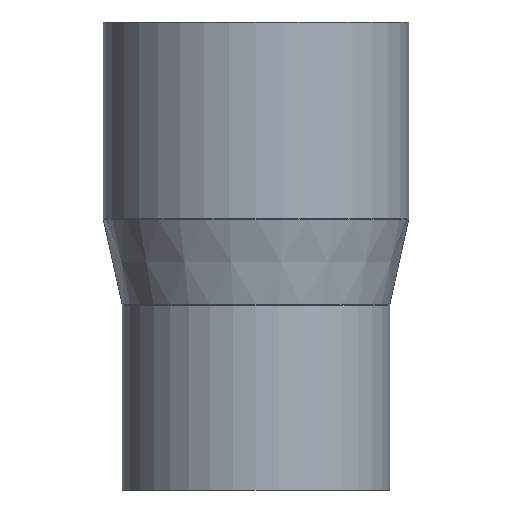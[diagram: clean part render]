
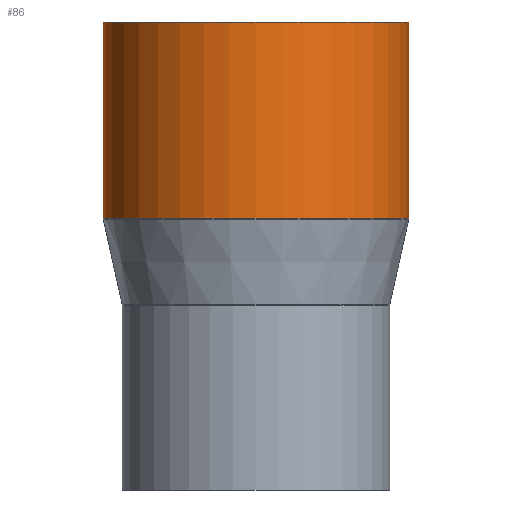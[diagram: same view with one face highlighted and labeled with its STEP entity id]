
A CAD part, front view. The second image highlights one B-rep face of the part: STEP entity #86.
In plain terms, the highlighted cylindrical face has radius 80 mm (diameter 160 mm), a partial arc.
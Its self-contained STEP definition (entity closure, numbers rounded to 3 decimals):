
#42 = FACE_OUTER_BOUND ( 'NONE', #300, .T. ) ;
#59 = AXIS2_PLACEMENT_3D ( 'NONE', #527, #443, #430 ) ;
#66 = CARTESIAN_POINT ( 'NONE',  ( -80., 0., 20.02 ) ) ;
#80 = VERTEX_POINT ( 'NONE', #496 ) ;
#86 = ADVANCED_FACE ( 'NONE', ( #42 ), #100, .T. ) ;
#100 = CYLINDRICAL_SURFACE ( 'NONE', #404, 80. ) ;
#115 = CARTESIAN_POINT ( 'NONE',  ( -80., 0., -16.533 ) ) ;
#126 = LINE ( 'NONE', #170, #213 ) ;
#139 = CARTESIAN_POINT ( 'NONE',  ( -80., 0., 122.8 ) ) ;
#160 = DIRECTION ( 'NONE',  ( 0., 0., -1. ) ) ;
#164 = CARTESIAN_POINT ( 'NONE',  ( 80., 0., 122.8 ) ) ;
#170 = CARTESIAN_POINT ( 'NONE',  ( 80., 0., -16.533 ) ) ;
#205 = EDGE_CURVE ( 'NONE', #484, #636, #557, .T. ) ;
#213 = VECTOR ( 'NONE', #292, 1000. ) ;
#265 = ORIENTED_EDGE ( 'NONE', *, *, #205, .T. ) ;
#289 = EDGE_CURVE ( 'NONE', #80, #636, #582, .T. ) ;
#292 = DIRECTION ( 'NONE',  ( 0., 0., -1. ) ) ;
#298 = CARTESIAN_POINT ( 'NONE',  ( 0., 0., 20.02 ) ) ;
#300 = EDGE_LOOP ( 'NONE', ( #321, #581, #265, #388 ) ) ;
#302 = DIRECTION ( 'NONE',  ( 0., 0., -1. ) ) ;
#321 = ORIENTED_EDGE ( 'NONE', *, *, #355, .F. ) ;
#353 = DIRECTION ( 'NONE',  ( -1., 0., 0. ) ) ;
#355 = EDGE_CURVE ( 'NONE', #638, #80, #126, .T. ) ;
#367 = VECTOR ( 'NONE', #160, 1000. ) ;
#378 = DIRECTION ( 'NONE',  ( 0., 0., -1. ) ) ;
#388 = ORIENTED_EDGE ( 'NONE', *, *, #289, .F. ) ;
#390 = DIRECTION ( 'NONE',  ( -1., 0., 0. ) ) ;
#404 = AXIS2_PLACEMENT_3D ( 'NONE', #590, #302, #353 ) ;
#417 = AXIS2_PLACEMENT_3D ( 'NONE', #298, #378, #390 ) ;
#430 = DIRECTION ( 'NONE',  ( -1., 0., 0. ) ) ;
#441 = CIRCLE ( 'NONE', #59, 80. ) ;
#443 = DIRECTION ( 'NONE',  ( 0., 0., -1. ) ) ;
#453 = EDGE_CURVE ( 'NONE', #638, #484, #441, .T. ) ;
#484 = VERTEX_POINT ( 'NONE', #139 ) ;
#496 = CARTESIAN_POINT ( 'NONE',  ( 80., 0., 20.02 ) ) ;
#527 = CARTESIAN_POINT ( 'NONE',  ( 0., 0., 122.8 ) ) ;
#557 = LINE ( 'NONE', #115, #367 ) ;
#581 = ORIENTED_EDGE ( 'NONE', *, *, #453, .T. ) ;
#582 = CIRCLE ( 'NONE', #417, 80. ) ;
#590 = CARTESIAN_POINT ( 'NONE',  ( 0., 0., -16.533 ) ) ;
#636 = VERTEX_POINT ( 'NONE', #66 ) ;
#638 = VERTEX_POINT ( 'NONE', #164 ) ;
